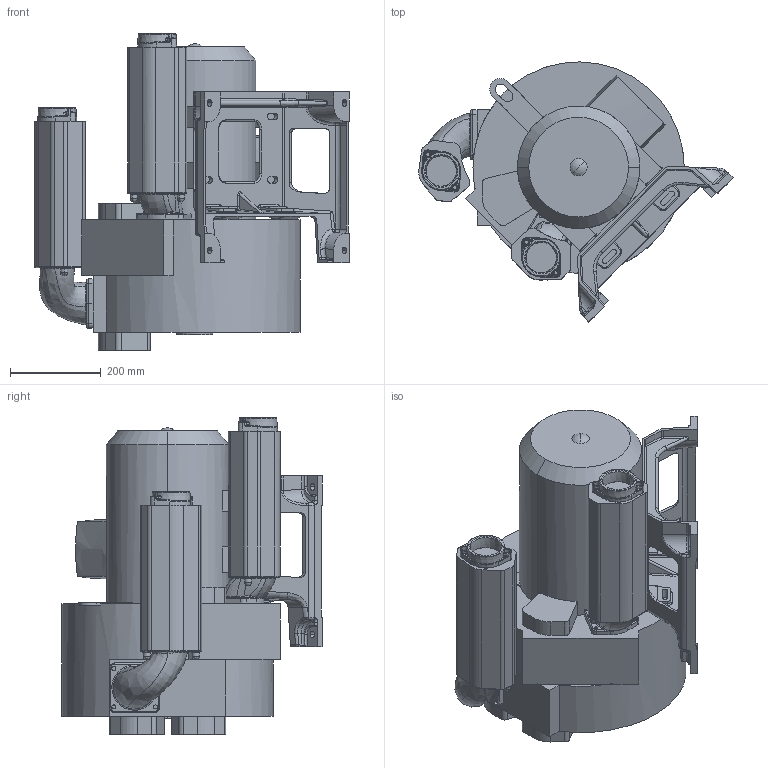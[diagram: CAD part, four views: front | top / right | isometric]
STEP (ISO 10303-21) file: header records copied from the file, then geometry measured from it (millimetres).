
FILE_DESCRIPTION((''),'2;1');
FILE_NAME('3RB350-2AAQ47','2025-02-19T',('Administrator'),(''),'PRO/ENGINEER BY PARAMETRIC TECHNOLOGY CORPORATION, 2007090','PRO/ENGINEER BY PARAMETRIC TECHNOLOGY CORPORATION, 2007090','');
FILE_SCHEMA(('AUTOMOTIVE_DESIGN_CC2 { 1 2 10303 214 -1 1 5 2 }'));
Length unit declared in the file: millimetre
Products named in the file (1): 3RB350-2AAQ47
Bounding box: 693.26 x 573.81 x 698.2 mm (x, y, z)
Volume: 76038062.2 mm3; surface area: 1968516.1 mm2
Topology: 1 solids, 4 shells, 1076 faces, 2837 edges, 1798 vertices
Faces by surface type: cylinder 361, plane 282, bspline 282, torus 91, cone 50, sphere 6, extrusion 4
Entity records: 61797 total; most frequent: CARTESIAN_POINT 37182, ORIENTED_EDGE 5662, DIRECTION 4476, EDGE_CURVE 2831, VERTEX_POINT 1798, AXIS2_PLACEMENT_3D 1723, EDGE_LOOP 1145, FACE_OUTER_BOUND 1076
